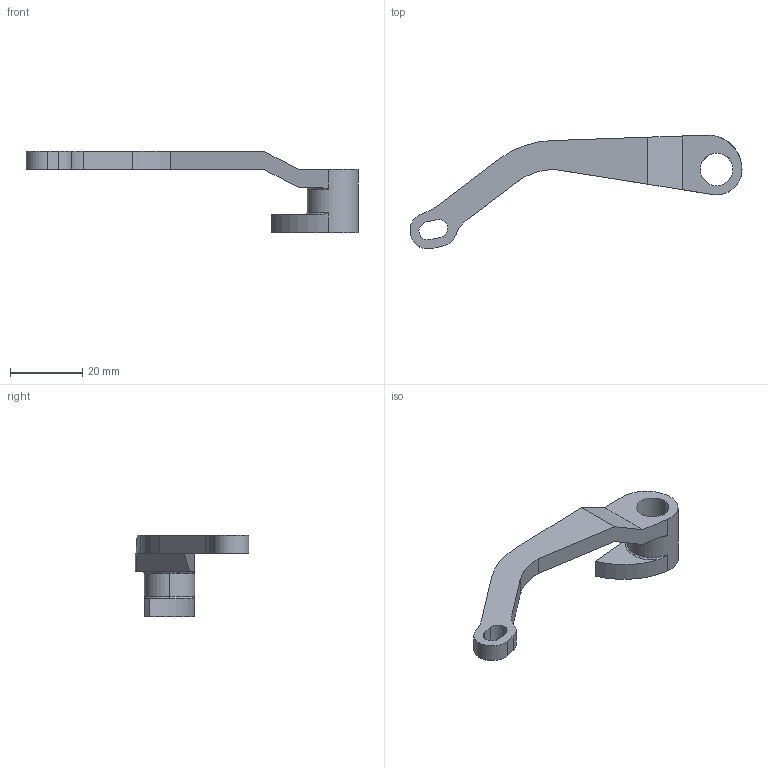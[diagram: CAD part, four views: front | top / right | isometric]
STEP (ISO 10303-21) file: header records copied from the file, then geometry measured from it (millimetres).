
FILE_DESCRIPTION (( 'STEP AP203' ), '1' );
FILE_NAME ('16.362.STEP', '2023-03-05T17:59:50', ( '' ), ( '' ), 'SwSTEP 2.0', 'SolidWorks 2020', '' );
FILE_SCHEMA (( 'CONFIG_CONTROL_DESIGN' ));
Length unit declared in the file: millimetre
Products named in the file (1): 16.362
Bounding box: 91.7 x 31.45 x 22.5 mm (x, y, z)
Volume: 6183.4 mm3; surface area: 4343.1 mm2
Topology: 1 solids, 1 shells, 36 faces, 98 edges, 64 vertices
Faces by surface type: plane 16, cylinder 15, torus 3, cone 2
Entity records: 1272 total; most frequent: CARTESIAN_POINT 245, DIRECTION 207, ORIENTED_EDGE 196, EDGE_CURVE 98, AXIS2_PLACEMENT_3D 76, VERTEX_POINT 64, LINE 55, VECTOR 55
